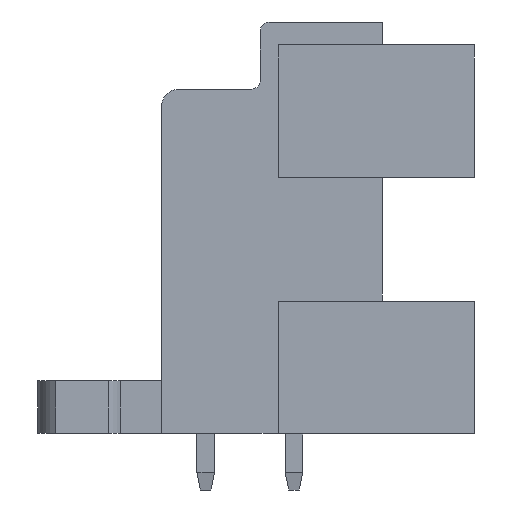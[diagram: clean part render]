
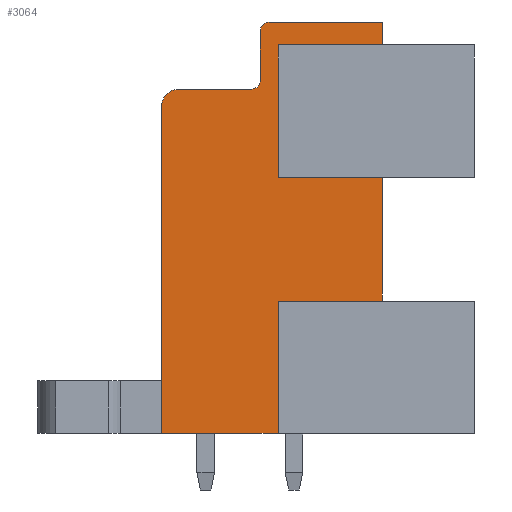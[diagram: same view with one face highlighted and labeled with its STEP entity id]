
A CAD part, left-side view. The second image highlights one B-rep face of the part: STEP entity #3064.
In plain terms, the highlighted planar face has unit normal (-1, 0, 0).
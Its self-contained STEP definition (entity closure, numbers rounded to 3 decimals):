
#1622=AXIS2_PLACEMENT_3D('Circle Axis2P3D',#1620,#1621,$) ;
#1684=AXIS2_PLACEMENT_3D('Circle Axis2P3D',#1682,#1683,$) ;
#1746=AXIS2_PLACEMENT_3D('Circle Axis2P3D',#1744,#1745,$) ;
#3035=AXIS2_PLACEMENT_3D('Plane Axis2P3D',#3032,#3033,#3034) ;
#663=CARTESIAN_POINT('Vertex',(3.5,5.2,10.7)) ;
#666=CARTESIAN_POINT('Line Origine',(3.5,8.15,10.7)) ;
#670=CARTESIAN_POINT('Vertex',(3.5,11.1,10.7)) ;
#748=CARTESIAN_POINT('Vertex',(3.5,5.2,17.7)) ;
#751=CARTESIAN_POINT('Line Origine',(3.5,5.2,14.2)) ;
#807=CARTESIAN_POINT('Vertex',(3.5,11.1,17.7)) ;
#810=CARTESIAN_POINT('Line Origine',(3.5,8.15,17.7)) ;
#1475=CARTESIAN_POINT('Vertex',(3.5,5.2,25.2)) ;
#1478=CARTESIAN_POINT('Line Origine',(3.5,8.15,25.2)) ;
#1482=CARTESIAN_POINT('Vertex',(3.5,11.1,25.2)) ;
#1555=CARTESIAN_POINT('Vertex',(3.5,5.2,26.5)) ;
#1558=CARTESIAN_POINT('Line Origine',(3.5,5.2,25.85)) ;
#1586=CARTESIAN_POINT('Vertex',(3.5,11.6,26.5)) ;
#1589=CARTESIAN_POINT('Line Origine',(3.5,8.4,26.5)) ;
#1617=CARTESIAN_POINT('Vertex',(3.5,12.1,26.)) ;
#1620=CARTESIAN_POINT('Axis2P3D Location',(3.5,11.6,26.)) ;
#1648=CARTESIAN_POINT('Vertex',(3.5,12.1,23.2)) ;
#1651=CARTESIAN_POINT('Line Origine',(3.5,12.1,24.6)) ;
#1679=CARTESIAN_POINT('Vertex',(3.5,12.6,22.7)) ;
#1682=CARTESIAN_POINT('Axis2P3D Location',(3.5,12.6,23.2)) ;
#1710=CARTESIAN_POINT('Vertex',(3.5,16.7,22.7)) ;
#1713=CARTESIAN_POINT('Line Origine',(3.5,14.65,22.7)) ;
#1741=CARTESIAN_POINT('Vertex',(3.5,17.7,21.7)) ;
#1744=CARTESIAN_POINT('Axis2P3D Location',(3.5,16.7,21.7)) ;
#1823=CARTESIAN_POINT('Vertex',(3.5,17.7,3.2)) ;
#1826=CARTESIAN_POINT('Line Origine',(3.5,17.7,12.45)) ;
#1918=CARTESIAN_POINT('Vertex',(3.5,11.1,3.2)) ;
#1921=CARTESIAN_POINT('Line Origine',(3.5,14.4,3.2)) ;
#3032=CARTESIAN_POINT('Axis2P3D Location',(3.5,0.,0.)) ;
#3037=CARTESIAN_POINT('Line Origine',(3.5,11.1,21.45)) ;
#3042=CARTESIAN_POINT('Line Origine',(3.5,11.1,6.95)) ;
#667=DIRECTION('Vector Direction',(0.,-1.,0.)) ;
#752=DIRECTION('Vector Direction',(0.,0.,-1.)) ;
#811=DIRECTION('Vector Direction',(0.,1.,0.)) ;
#1479=DIRECTION('Vector Direction',(0.,-1.,0.)) ;
#1559=DIRECTION('Vector Direction',(0.,0.,-1.)) ;
#1590=DIRECTION('Vector Direction',(0.,-1.,0.)) ;
#1621=DIRECTION('Axis2P3D Direction',(-1.,0.,0.)) ;
#1652=DIRECTION('Vector Direction',(0.,0.,1.)) ;
#1683=DIRECTION('Axis2P3D Direction',(-1.,0.,0.)) ;
#1714=DIRECTION('Vector Direction',(0.,-1.,0.)) ;
#1745=DIRECTION('Axis2P3D Direction',(-1.,0.,0.)) ;
#1827=DIRECTION('Vector Direction',(0.,0.,1.)) ;
#1922=DIRECTION('Vector Direction',(0.,1.,0.)) ;
#3033=DIRECTION('Axis2P3D Direction',(-1.,0.,0.)) ;
#3034=DIRECTION('Axis2P3D XDirection',(0.,-1.,0.)) ;
#3038=DIRECTION('Vector Direction',(0.,0.,1.)) ;
#3043=DIRECTION('Vector Direction',(0.,0.,1.)) ;
#668=VECTOR('Line Direction',#667,1.) ;
#753=VECTOR('Line Direction',#752,1.) ;
#812=VECTOR('Line Direction',#811,1.) ;
#1480=VECTOR('Line Direction',#1479,1.) ;
#1560=VECTOR('Line Direction',#1559,1.) ;
#1591=VECTOR('Line Direction',#1590,1.) ;
#1653=VECTOR('Line Direction',#1652,1.) ;
#1715=VECTOR('Line Direction',#1714,1.) ;
#1828=VECTOR('Line Direction',#1827,1.) ;
#1923=VECTOR('Line Direction',#1922,1.) ;
#3039=VECTOR('Line Direction',#3038,1.) ;
#3044=VECTOR('Line Direction',#3043,1.) ;
#3048=ORIENTED_EDGE('',*,*,#814,.F.) ;
#3049=ORIENTED_EDGE('',*,*,#3041,.F.) ;
#3050=ORIENTED_EDGE('',*,*,#1484,.F.) ;
#3051=ORIENTED_EDGE('',*,*,#1562,.T.) ;
#3052=ORIENTED_EDGE('',*,*,#1593,.T.) ;
#3053=ORIENTED_EDGE('',*,*,#1624,.T.) ;
#3054=ORIENTED_EDGE('',*,*,#1655,.T.) ;
#3055=ORIENTED_EDGE('',*,*,#1686,.T.) ;
#3056=ORIENTED_EDGE('',*,*,#1717,.T.) ;
#3057=ORIENTED_EDGE('',*,*,#1748,.T.) ;
#3058=ORIENTED_EDGE('',*,*,#1830,.T.) ;
#3059=ORIENTED_EDGE('',*,*,#1925,.T.) ;
#3060=ORIENTED_EDGE('',*,*,#3046,.F.) ;
#3061=ORIENTED_EDGE('',*,*,#672,.F.) ;
#3062=ORIENTED_EDGE('',*,*,#755,.T.) ;
#3064=ADVANCED_FACE('Housing',(#3063),#3036,.T.) ;
#1623=CIRCLE('generated circle',#1622,0.5) ;
#1685=CIRCLE('generated circle',#1684,0.5) ;
#1747=CIRCLE('generated circle',#1746,1.) ;
#672=EDGE_CURVE('',#664,#671,#669,.F.) ;
#755=EDGE_CURVE('',#664,#749,#754,.F.) ;
#814=EDGE_CURVE('',#808,#749,#813,.F.) ;
#1484=EDGE_CURVE('',#1476,#1483,#1481,.F.) ;
#1562=EDGE_CURVE('',#1476,#1556,#1561,.F.) ;
#1593=EDGE_CURVE('',#1556,#1587,#1592,.F.) ;
#1624=EDGE_CURVE('',#1587,#1618,#1623,.T.) ;
#1655=EDGE_CURVE('',#1618,#1649,#1654,.F.) ;
#1686=EDGE_CURVE('',#1649,#1680,#1685,.F.) ;
#1717=EDGE_CURVE('',#1680,#1711,#1716,.F.) ;
#1748=EDGE_CURVE('',#1711,#1742,#1747,.T.) ;
#1830=EDGE_CURVE('',#1742,#1824,#1829,.F.) ;
#1925=EDGE_CURVE('',#1824,#1919,#1924,.F.) ;
#3041=EDGE_CURVE('',#1483,#808,#3040,.F.) ;
#3046=EDGE_CURVE('',#671,#1919,#3045,.F.) ;
#3047=EDGE_LOOP('',(#3048,#3049,#3050,#3051,#3052,#3053,#3054,#3055,#3056,#3057,#3058,#3059,#3060,#3061,#3062)) ;
#3063=FACE_OUTER_BOUND('',#3047,.T.) ;
#669=LINE('Line',#666,#668) ;
#754=LINE('Line',#751,#753) ;
#813=LINE('Line',#810,#812) ;
#1481=LINE('Line',#1478,#1480) ;
#1561=LINE('Line',#1558,#1560) ;
#1592=LINE('Line',#1589,#1591) ;
#1654=LINE('Line',#1651,#1653) ;
#1716=LINE('Line',#1713,#1715) ;
#1829=LINE('Line',#1826,#1828) ;
#1924=LINE('Line',#1921,#1923) ;
#3040=LINE('Line',#3037,#3039) ;
#3045=LINE('Line',#3042,#3044) ;
#3036=PLANE('',#3035) ;
#664=VERTEX_POINT('',#663) ;
#671=VERTEX_POINT('',#670) ;
#749=VERTEX_POINT('',#748) ;
#808=VERTEX_POINT('',#807) ;
#1476=VERTEX_POINT('',#1475) ;
#1483=VERTEX_POINT('',#1482) ;
#1556=VERTEX_POINT('',#1555) ;
#1587=VERTEX_POINT('',#1586) ;
#1618=VERTEX_POINT('',#1617) ;
#1649=VERTEX_POINT('',#1648) ;
#1680=VERTEX_POINT('',#1679) ;
#1711=VERTEX_POINT('',#1710) ;
#1742=VERTEX_POINT('',#1741) ;
#1824=VERTEX_POINT('',#1823) ;
#1919=VERTEX_POINT('',#1918) ;
